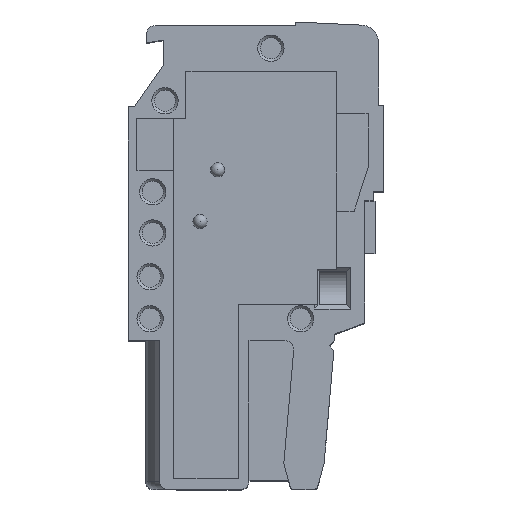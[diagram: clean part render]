
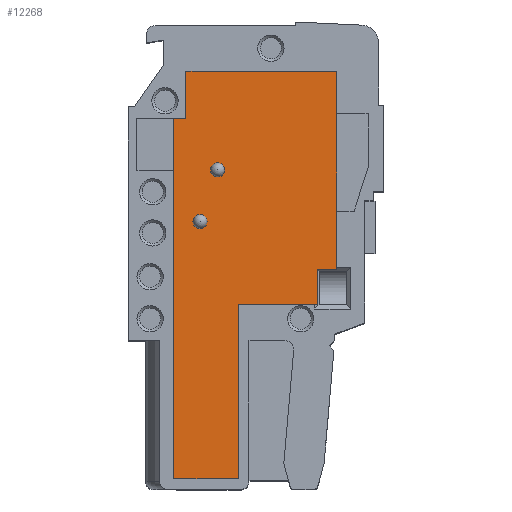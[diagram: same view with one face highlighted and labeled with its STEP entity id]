
A CAD part, top view. The second image highlights one B-rep face of the part: STEP entity #12268.
In plain terms, the highlighted planar face has unit normal (0, 0, 1).
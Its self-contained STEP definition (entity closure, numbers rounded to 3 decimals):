
#217=CIRCLE('',#12924,0.403);
#218=CIRCLE('',#12925,0.403);
#2508=ORIENTED_EDGE('',*,*,#3887,.F.);
#2509=ORIENTED_EDGE('',*,*,#3888,.T.);
#2510=ORIENTED_EDGE('',*,*,#3889,.T.);
#2511=ORIENTED_EDGE('',*,*,#3844,.T.);
#2512=ORIENTED_EDGE('',*,*,#3848,.T.);
#2513=ORIENTED_EDGE('',*,*,#3851,.T.);
#2514=ORIENTED_EDGE('',*,*,#3890,.T.);
#2515=ORIENTED_EDGE('',*,*,#3891,.T.);
#2516=ORIENTED_EDGE('',*,*,#3852,.T.);
#2517=ORIENTED_EDGE('',*,*,#3892,.T.);
#2518=ORIENTED_EDGE('',*,*,#3885,.T.);
#2519=ORIENTED_EDGE('',*,*,#3858,.T.);
#2520=ORIENTED_EDGE('',*,*,#3862,.T.);
#2521=ORIENTED_EDGE('',*,*,#3893,.T.);
#2522=ORIENTED_EDGE('',*,*,#3894,.F.);
#3844=EDGE_CURVE('',#4720,#4719,#5726,.T.);
#3848=EDGE_CURVE('',#4719,#4722,#5730,.T.);
#3851=EDGE_CURVE('',#4722,#4724,#5733,.T.);
#3852=EDGE_CURVE('',#4725,#4726,#5734,.T.);
#3858=EDGE_CURVE('',#4732,#4731,#5740,.T.);
#3862=EDGE_CURVE('',#4731,#4734,#5744,.T.);
#3885=EDGE_CURVE('',#4752,#4732,#5758,.T.);
#3887=EDGE_CURVE('',#4753,#4753,#217,.T.);
#3888=EDGE_CURVE('',#4754,#4755,#5760,.T.);
#3889=EDGE_CURVE('',#4755,#4720,#5761,.T.);
#3890=EDGE_CURVE('',#4724,#4756,#5762,.T.);
#3891=EDGE_CURVE('',#4756,#4725,#5763,.T.);
#3892=EDGE_CURVE('',#4726,#4752,#5764,.T.);
#3893=EDGE_CURVE('',#4734,#4754,#5765,.T.);
#3894=EDGE_CURVE('',#4757,#4757,#218,.T.);
#4719=VERTEX_POINT('',#17897);
#4720=VERTEX_POINT('',#17899);
#4722=VERTEX_POINT('',#17905);
#4724=VERTEX_POINT('',#17911);
#4725=VERTEX_POINT('',#17915);
#4726=VERTEX_POINT('',#17916);
#4731=VERTEX_POINT('',#17927);
#4732=VERTEX_POINT('',#17929);
#4734=VERTEX_POINT('',#17935);
#4752=VERTEX_POINT('',#17979);
#4753=VERTEX_POINT('',#17983);
#4754=VERTEX_POINT('',#17985);
#4755=VERTEX_POINT('',#17986);
#4756=VERTEX_POINT('',#17989);
#4757=VERTEX_POINT('',#17994);
#5726=LINE('',#17898,#6750);
#5730=LINE('',#17906,#6754);
#5733=LINE('',#17912,#6757);
#5734=LINE('',#17914,#6758);
#5740=LINE('',#17928,#6764);
#5744=LINE('',#17936,#6768);
#5758=LINE('',#17978,#6782);
#5760=LINE('',#17984,#6784);
#5761=LINE('',#17987,#6785);
#5762=LINE('',#17988,#6786);
#5763=LINE('',#17990,#6787);
#5764=LINE('',#17991,#6788);
#5765=LINE('',#17992,#6789);
#6750=VECTOR('',#15077,1000.);
#6754=VECTOR('',#15083,1000.);
#6757=VECTOR('',#15088,1000.);
#6758=VECTOR('',#15091,1000.);
#6764=VECTOR('',#15099,1000.);
#6768=VECTOR('',#15105,1000.);
#6782=VECTOR('',#15141,1000.);
#6784=VECTOR('',#15147,1000.);
#6785=VECTOR('',#15148,1000.);
#6786=VECTOR('',#15149,1000.);
#6787=VECTOR('',#15150,1000.);
#6788=VECTOR('',#15151,1000.);
#6789=VECTOR('',#15152,1000.);
#7372=EDGE_LOOP('',(#2508));
#7373=EDGE_LOOP('',(#2509,#2510,#2511,#2512,#2513,#2514,#2515,#2516,#2517,
#2518,#2519,#2520,#2521));
#7374=EDGE_LOOP('',(#2522));
#7993=FACE_BOUND('',#7372,.T.);
#7994=FACE_BOUND('',#7373,.T.);
#7995=FACE_BOUND('',#7374,.T.);
#8406=PLANE('',#12923);
#12268=ADVANCED_FACE('',(#7993,#7994,#7995),#8406,.T.);
#12923=AXIS2_PLACEMENT_3D('',#17981,#15143,#15144);
#12924=AXIS2_PLACEMENT_3D('',#17982,#15145,#15146);
#12925=AXIS2_PLACEMENT_3D('',#17993,#15153,#15154);
#15077=DIRECTION('',(1.,0.,0.));
#15083=DIRECTION('',(0.,1.,0.));
#15088=DIRECTION('',(1.,0.,0.));
#15091=DIRECTION('',(0.,1.,0.));
#15099=DIRECTION('',(-1.,0.,0.));
#15105=DIRECTION('',(0.,-1.,0.));
#15141=DIRECTION('',(0.,1.,0.));
#15143=DIRECTION('',(0.,0.,1.));
#15144=DIRECTION('',(1.,0.,0.));
#15145=DIRECTION('',(0.,0.,1.));
#15146=DIRECTION('',(1.,0.,0.));
#15147=DIRECTION('',(0.,-1.,0.));
#15148=DIRECTION('',(0.,-1.,0.));
#15149=DIRECTION('',(0.,1.,0.));
#15150=DIRECTION('',(1.,0.,0.));
#15151=DIRECTION('',(0.,1.,0.));
#15152=DIRECTION('',(-1.,0.,0.));
#15153=DIRECTION('',(0.,0.,1.));
#15154=DIRECTION('',(1.,0.,0.));
#17897=CARTESIAN_POINT('',(-12.833,0.6,-0.15));
#17898=CARTESIAN_POINT('',(-16.533,0.6,-0.15));
#17899=CARTESIAN_POINT('',(-16.533,0.6,-0.15));
#17905=CARTESIAN_POINT('',(-12.833,10.55,-0.15));
#17906=CARTESIAN_POINT('',(-12.833,0.6,-0.15));
#17911=CARTESIAN_POINT('',(-8.333,10.55,-0.15));
#17912=CARTESIAN_POINT('',(-12.833,10.55,-0.15));
#17914=CARTESIAN_POINT('',(-7.233,12.55,-0.15));
#17915=CARTESIAN_POINT('',(-7.233,12.55,-0.15));
#17916=CARTESIAN_POINT('',(-7.233,15.9,-0.15));
#17927=CARTESIAN_POINT('',(-15.833,23.9,-0.15));
#17928=CARTESIAN_POINT('',(-7.233,23.9,-0.15));
#17929=CARTESIAN_POINT('',(-7.233,23.9,-0.15));
#17935=CARTESIAN_POINT('',(-15.833,21.2,-0.15));
#17936=CARTESIAN_POINT('',(-15.833,23.9,-0.15));
#17978=CARTESIAN_POINT('',(-7.233,12.55,-0.15));
#17979=CARTESIAN_POINT('',(-7.233,21.45,-0.15));
#17981=CARTESIAN_POINT('',(-16.533,0.6,-0.15));
#17982=CARTESIAN_POINT('',(-14.03,18.25,-0.15));
#17983=CARTESIAN_POINT('',(-13.627,18.25,-0.15));
#17984=CARTESIAN_POINT('',(-16.533,18.2,-0.15));
#17985=CARTESIAN_POINT('',(-16.533,21.2,-0.15));
#17986=CARTESIAN_POINT('',(-16.533,18.2,-0.15));
#17987=CARTESIAN_POINT('',(-16.533,18.2,-0.15));
#17988=CARTESIAN_POINT('',(-8.333,10.55,-0.15));
#17989=CARTESIAN_POINT('',(-8.333,12.55,-0.15));
#17990=CARTESIAN_POINT('',(-8.333,12.55,-0.15));
#17991=CARTESIAN_POINT('',(-7.233,12.55,-0.15));
#17992=CARTESIAN_POINT('',(-15.833,21.2,-0.15));
#17993=CARTESIAN_POINT('',(-15.03,15.3,-0.15));
#17994=CARTESIAN_POINT('',(-14.627,15.3,-0.15));
